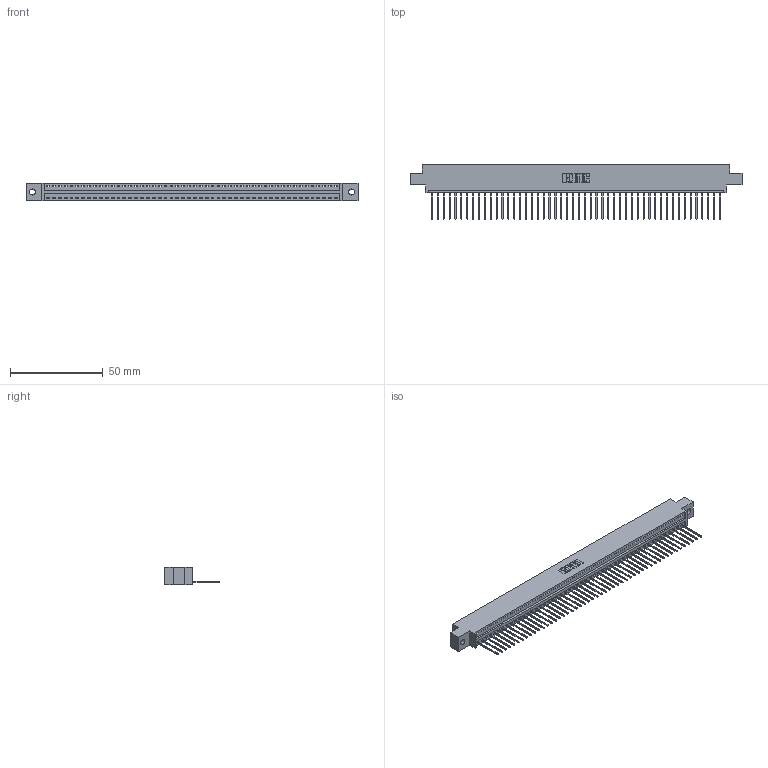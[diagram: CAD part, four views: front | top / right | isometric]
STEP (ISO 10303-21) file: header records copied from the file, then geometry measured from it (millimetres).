
FILE_DESCRIPTION (( 'STEP AP203' ), '1' );
FILE_NAME ('396-050-540-602.STEP', '2019-10-28T06:34:36', ( '' ), ( '' ), 'SwSTEP 2.0', 'SolidWorks 2016', '' );
FILE_SCHEMA (( 'CONFIG_CONTROL_DESIGN' ));
Length unit declared in the file: inch
Products named in the file (3): 345-292-001_345-293-140; 396-050-540-602; 346 Part_0.170 Offset - 0.128 Dia
Assembly tree (51 placements, depth 2):
  396-050-540-602
    346 Part_0.170 Offset - 0.128 Dia
    345-292-001_345-293-140  x50
Bounding box: 179.32 x 29.46 x 9.4 mm (x, y, z)
Volume: 17096.8 mm3; surface area: 21838.5 mm2
Topology: 51 solids, 51 shells, 3026 faces, 9141 edges, 6026 vertices
Faces by surface type: plane 2080, cylinder 946
Entity records: 30107 total; most frequent: CARTESIAN_POINT 5166, ORIENTED_EDGE 5150, DIRECTION 4547, EDGE_CURVE 2575, VECTOR 2243, LINE 2243, VERTEX_POINT 1714, AXIS2_PLACEMENT_3D 1152
